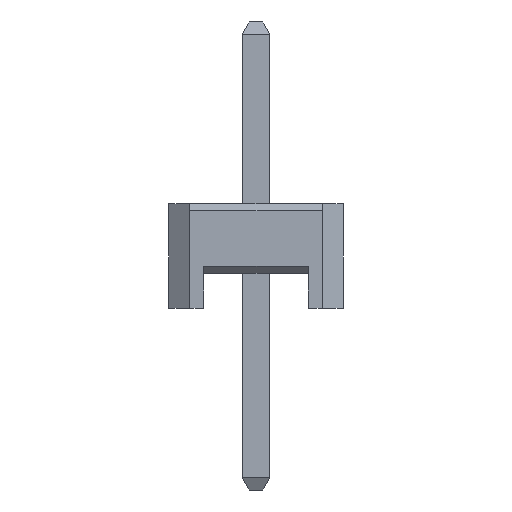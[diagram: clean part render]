
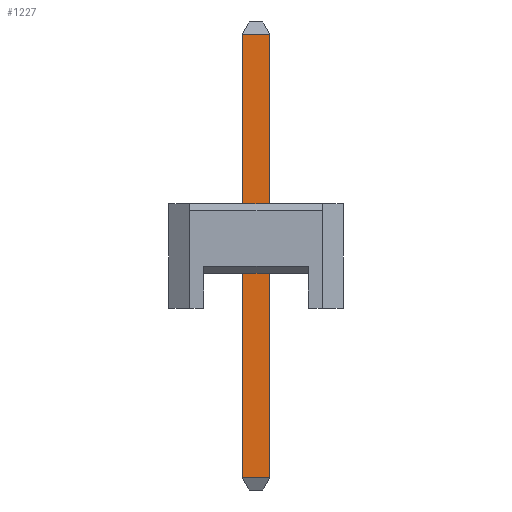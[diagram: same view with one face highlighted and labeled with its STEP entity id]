
A CAD part, left-side view. The second image highlights one B-rep face of the part: STEP entity #1227.
In plain terms, the highlighted planar face has unit normal (-1, 0, 0).
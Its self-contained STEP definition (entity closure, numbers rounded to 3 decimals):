
#1227=ADVANCED_FACE('',(#3073),#3075,.T.);
#3073=FACE_BOUND('',#3074,.T.);
#3074=EDGE_LOOP('',(#4498,#4499,#4500,#4501));
#3075=PLANE('',#3076);
#3076=AXIS2_PLACEMENT_3D('',#3077,#3078,#3079);
#3077=CARTESIAN_POINT('',(-0.2,0.2,-2.6));
#3078=DIRECTION('',(-1.,0.,0.));
#3079=DIRECTION('',(0.,-1.,0.));
#4498=ORIENTED_EDGE('',*,*,#5268,.F.);
#4499=ORIENTED_EDGE('',*,*,#5267,.F.);
#4500=ORIENTED_EDGE('',*,*,#5269,.T.);
#4501=ORIENTED_EDGE('',*,*,#5270,.T.);
#5267=EDGE_CURVE('',#6019,#6015,#6021,.T.);
#5268=EDGE_CURVE('',#6015,#6022,#6023,.T.);
#5269=EDGE_CURVE('',#6019,#6024,#6025,.T.);
#5270=EDGE_CURVE('',#6024,#6022,#6026,.T.);
#6015=VERTEX_POINT('',#7537);
#6019=VERTEX_POINT('',#7545);
#6021=LINE('',#7549,#7550);
#6022=VERTEX_POINT('',#7552);
#6023=LINE('',#7553,#7554);
#6024=VERTEX_POINT('',#7556);
#6025=LINE('',#7557,#7558);
#6026=LINE('',#7560,#7561);
#7537=CARTESIAN_POINT('',(-0.2,0.2,3.927));
#7545=CARTESIAN_POINT('',(-0.2,0.2,-2.427));
#7549=CARTESIAN_POINT('',(-0.2,0.2,-2.427));
#7550=VECTOR('',#7551,1.);
#7551=DIRECTION('',(0.,0.,1.));
#7552=CARTESIAN_POINT('',(-0.2,-0.2,3.927));
#7553=CARTESIAN_POINT('',(-0.2,0.2,3.927));
#7554=VECTOR('',#7555,1.);
#7555=DIRECTION('',(0.,-1.,0.));
#7556=CARTESIAN_POINT('',(-0.2,-0.2,-2.427));
#7557=CARTESIAN_POINT('',(-0.2,0.2,-2.427));
#7558=VECTOR('',#7559,1.);
#7559=DIRECTION('',(0.,-1.,0.));
#7560=CARTESIAN_POINT('',(-0.2,-0.2,-2.427));
#7561=VECTOR('',#7562,1.);
#7562=DIRECTION('',(0.,0.,1.));
